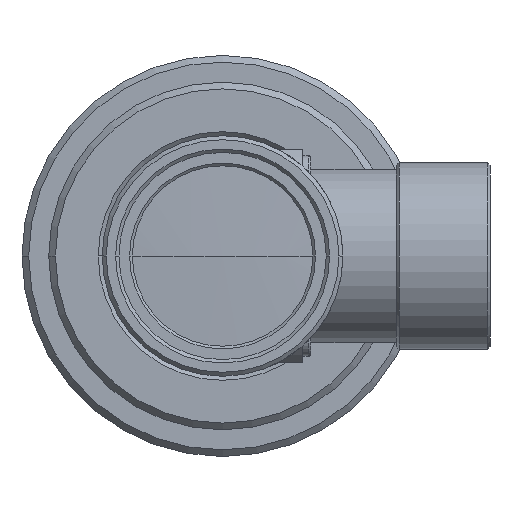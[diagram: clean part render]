
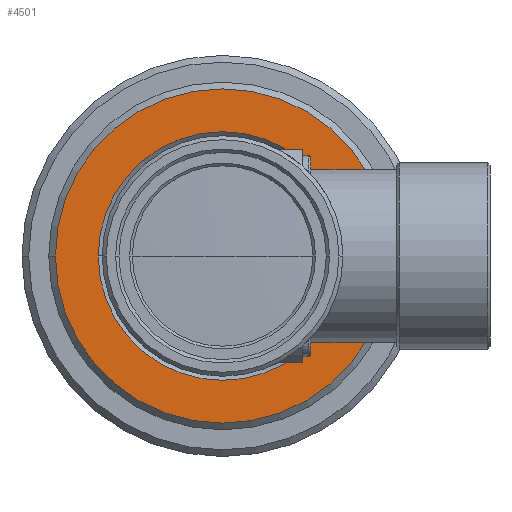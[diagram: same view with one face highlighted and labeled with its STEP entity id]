
A CAD part, left-side view. The second image highlights one B-rep face of the part: STEP entity #4501.
In plain terms, the highlighted planar face has unit normal (-1, 0, 0).
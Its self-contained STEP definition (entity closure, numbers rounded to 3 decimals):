
#42 = CARTESIAN_POINT ( 'NONE',  ( -12., 0., 0. ) ) ;
#76 = EDGE_CURVE ( 'NONE', #1813, #3355, #4419, .T. ) ;
#197 = EDGE_CURVE ( 'NONE', #3736, #3712, #2510, .T. ) ;
#254 = CARTESIAN_POINT ( 'NONE',  ( -12., 0., 0. ) ) ;
#383 = DIRECTION ( 'NONE',  ( 1., 0., 0. ) ) ;
#443 = DIRECTION ( 'NONE',  ( 0., -1., 0. ) ) ;
#481 = AXIS2_PLACEMENT_3D ( 'NONE', #3861, #1462, #4279 ) ;
#651 = DIRECTION ( 'NONE',  ( 0., -1., 0. ) ) ;
#1229 = FACE_OUTER_BOUND ( 'NONE', #3457, .T. ) ;
#1232 = EDGE_CURVE ( 'NONE', #3355, #1813, #2380, .T. ) ;
#1462 = DIRECTION ( 'NONE',  ( -1., 0., 0. ) ) ;
#1570 = AXIS2_PLACEMENT_3D ( 'NONE', #2813, #383, #3214 ) ;
#1813 = VERTEX_POINT ( 'NONE', #3184 ) ;
#1914 = ORIENTED_EDGE ( 'NONE', *, *, #3199, .T. ) ;
#2070 = DIRECTION ( 'NONE',  ( -1., 0., 0. ) ) ;
#2380 = CIRCLE ( 'NONE', #481, 9.3 ) ;
#2510 = CIRCLE ( 'NONE', #3639, 12.5 ) ;
#2565 = ORIENTED_EDGE ( 'NONE', *, *, #1232, .F. ) ;
#2813 = CARTESIAN_POINT ( 'NONE',  ( -12., 9.3, 0. ) ) ;
#2870 = DIRECTION ( 'NONE',  ( -1., 0., 0. ) ) ;
#3076 = CARTESIAN_POINT ( 'NONE',  ( -12., -12.5, 0. ) ) ;
#3088 = DIRECTION ( 'NONE',  ( -1., 0., 0. ) ) ;
#3184 = CARTESIAN_POINT ( 'NONE',  ( -12., 9.3, 0. ) ) ;
#3194 = PLANE ( 'NONE',  #1570 ) ;
#3199 = EDGE_CURVE ( 'NONE', #3712, #3736, #4435, .T. ) ;
#3214 = DIRECTION ( 'NONE',  ( 0., 1., 0. ) ) ;
#3355 = VERTEX_POINT ( 'NONE', #4164 ) ;
#3457 = EDGE_LOOP ( 'NONE', ( #4721, #1914 ) ) ;
#3468 = AXIS2_PLACEMENT_3D ( 'NONE', #254, #3088, #651 ) ;
#3639 = AXIS2_PLACEMENT_3D ( 'NONE', #4466, #2070, #4892 ) ;
#3712 = VERTEX_POINT ( 'NONE', #3076 ) ;
#3736 = VERTEX_POINT ( 'NONE', #5140 ) ;
#3861 = CARTESIAN_POINT ( 'NONE',  ( -12., 0., 0. ) ) ;
#3960 = EDGE_LOOP ( 'NONE', ( #2565, #4898 ) ) ;
#4164 = CARTESIAN_POINT ( 'NONE',  ( -12., -9.3, 0. ) ) ;
#4279 = DIRECTION ( 'NONE',  ( 0., -1., 0. ) ) ;
#4322 = FACE_BOUND ( 'NONE', #3960, .T. ) ;
#4419 = CIRCLE ( 'NONE', #3468, 9.3 ) ;
#4435 = CIRCLE ( 'NONE', #5192, 12.5 ) ;
#4466 = CARTESIAN_POINT ( 'NONE',  ( -12., 0., 0. ) ) ;
#4501 = ADVANCED_FACE ( 'NONE', ( #4322, #1229 ), #3194, .F. ) ;
#4721 = ORIENTED_EDGE ( 'NONE', *, *, #197, .T. ) ;
#4892 = DIRECTION ( 'NONE',  ( 0., -1., 0. ) ) ;
#4898 = ORIENTED_EDGE ( 'NONE', *, *, #76, .F. ) ;
#5140 = CARTESIAN_POINT ( 'NONE',  ( -12., 12.5, 0. ) ) ;
#5192 = AXIS2_PLACEMENT_3D ( 'NONE', #42, #2870, #443 ) ;
